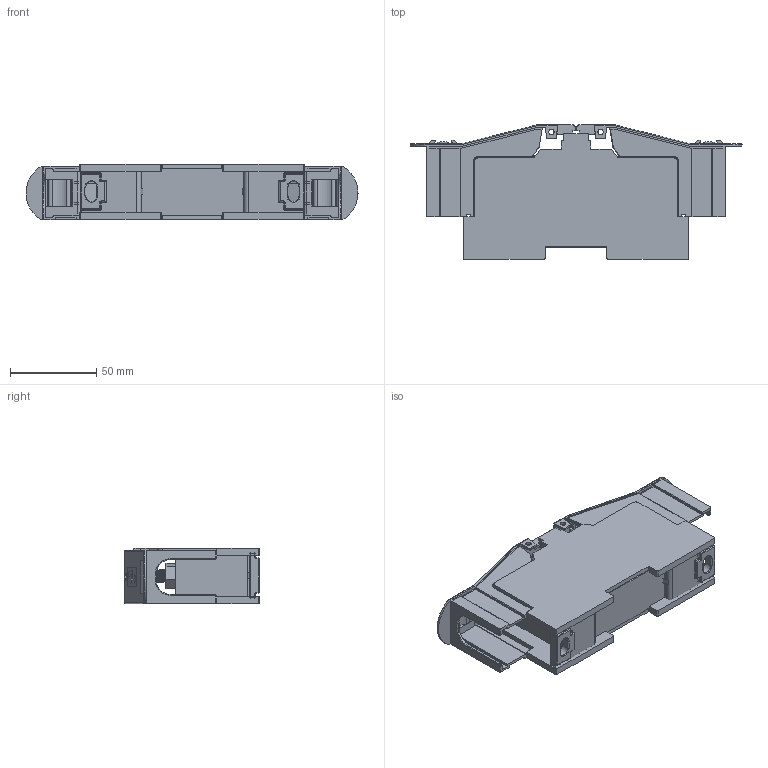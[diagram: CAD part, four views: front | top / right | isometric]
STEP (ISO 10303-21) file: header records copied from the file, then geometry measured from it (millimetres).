
FILE_DESCRIPTION( ( 'Unknown' ), '1' );
FILE_NAME( 'PTB70-95_SH.stp', 'Unknown', ( 'Unknown' ), ( 'Unknown' ), 'PSStep 14.0', 'Unknown', ' ' );
FILE_SCHEMA( ( 'AUTOMOTIVE_DESIGN { 1 0 10303 214 1 1 1 1 }' ) );
Length unit declared in the file: millimetre
Products named in the file (9): 1; 2; 3; 4; 5; 6; 7; 8; 9
Bounding box: 191.96 x 77.7 x 32.2 mm (x, y, z)
Volume: 192469.5 mm3; surface area: 72427.7 mm2
Topology: 9 solids, 9 shells, 1136 faces, 3130 edges, 1970 vertices
Faces by surface type: plane 544, cylinder 454, torus 70, sphere 50, bspline 8, cone 6, revolution 4
Full cylindrical faces by diameter (mm): 3.1 x4, 4.5 x2, 8 x58
Entity records: 69651 total; most frequent: CARTESIAN_POINT 16124, ORIENTED_EDGE 5788, DIRECTION 5716, PRESENTATION_STYLE_ASSIGNMENT 4772, COLOUR_RGB 4772, STYLED_ITEM 3766, CURVE_STYLE 3692, DRAUGHTING_PRE_DEFINED_CURVE_FONT 3692
